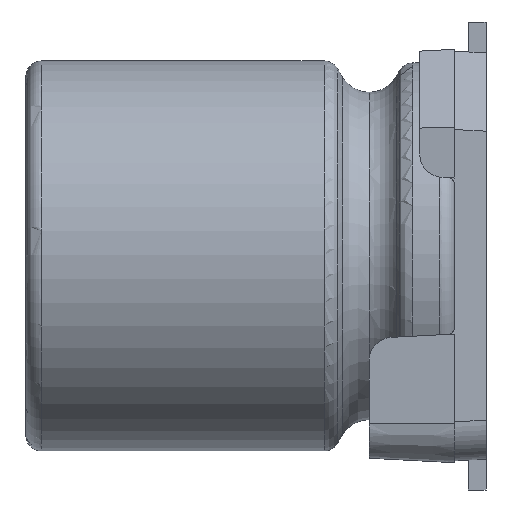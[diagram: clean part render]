
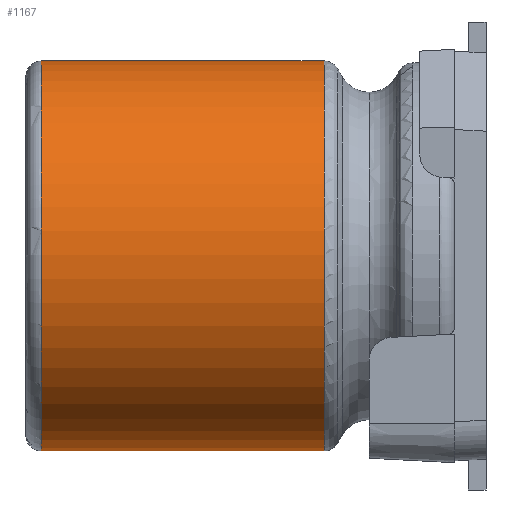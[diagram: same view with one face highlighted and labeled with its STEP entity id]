
A CAD part, left-side view. The second image highlights one B-rep face of the part: STEP entity #1167.
In plain terms, the highlighted cylindrical face has radius 2.5 mm (diameter 5 mm), a partial arc.
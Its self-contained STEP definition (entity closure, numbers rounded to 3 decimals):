
#103 = CARTESIAN_POINT ( 'NONE',  ( -2.184, 5.3, 1.259 ) ) ;
#143 = VERTEX_POINT ( 'NONE', #1895 ) ;
#149 = CARTESIAN_POINT ( 'NONE',  ( -1.259, 1.677, 2.184 ) ) ;
#181 = CARTESIAN_POINT ( 'NONE',  ( 0., 0., 2.5 ) ) ;
#245 = CARTESIAN_POINT ( 'NONE',  ( 0., 0., 0. ) ) ;
#440 = CARTESIAN_POINT ( 'NONE',  ( -2.5, 5.3, -0.327 ) ) ;
#463 = CARTESIAN_POINT ( 'NONE',  ( 0., 5.3, 2.5 ) ) ;
#775 = CARTESIAN_POINT ( 'NONE',  ( -2.435, 5.3, -0.654 ) ) ;
#819 = CARTESIAN_POINT ( 'NONE',  ( -2.5, 5.3, 0.327 ) ) ;
#842 = CARTESIAN_POINT ( 'NONE',  ( -1.999, 1.677, 1.536 ) ) ;
#853 = CARTESIAN_POINT ( 'NONE',  ( 0., 1.677, -2.5 ) ) ;
#863 = CARTESIAN_POINT ( 'NONE',  ( -1.536, 1.677, 1.999 ) ) ;
#1143 = CARTESIAN_POINT ( 'NONE',  ( -0.654, 5.3, 2.435 ) ) ;
#1162 = EDGE_CURVE ( 'NONE', #3258, #4296, #3652, .T. ) ;
#1167 = ADVANCED_FACE ( 'NONE', ( #2609 ), #1990, .T. ) ;
#1168 = CARTESIAN_POINT ( 'NONE',  ( -1.999, 5.3, -1.536 ) ) ;
#1202 = CARTESIAN_POINT ( 'NONE',  ( -0.654, 1.677, -2.435 ) ) ;
#1224 = DIRECTION ( 'NONE',  ( 0., -1., 0. ) ) ;
#1242 = CARTESIAN_POINT ( 'NONE',  ( 0., 1.677, -2.5 ) ) ;
#1264 = DIRECTION ( 'NONE',  ( 0., 0., -1. ) ) ;
#1430 = ORIENTED_EDGE ( 'NONE', *, *, #3110, .F. ) ;
#1449 = CARTESIAN_POINT ( 'NONE',  ( 0., 0., -2.5 ) ) ;
#1481 = CARTESIAN_POINT ( 'NONE',  ( -1.999, 5.3, 1.536 ) ) ;
#1509 = CARTESIAN_POINT ( 'NONE',  ( -2.435, 1.677, 0.654 ) ) ;
#1542 = LINE ( 'NONE', #1449, #3742 ) ;
#1575 = CARTESIAN_POINT ( 'NONE',  ( 0., 5.3, -2.5 ) ) ;
#1729 = ORIENTED_EDGE ( 'NONE', *, *, #1162, .F. ) ;
#1816 = DIRECTION ( 'NONE',  ( 0., -1., 0. ) ) ;
#1895 = CARTESIAN_POINT ( 'NONE',  ( 0., 5.3, -2.5 ) ) ;
#1932 = VECTOR ( 'NONE', #4005, 1000. ) ;
#1990 = CYLINDRICAL_SURFACE ( 'NONE', #3826, 2.5 ) ;
#2161 = CARTESIAN_POINT ( 'NONE',  ( -0.327, 1.677, 2.5 ) ) ;
#2230 = CARTESIAN_POINT ( 'NONE',  ( 0., 1.677, 2.5 ) ) ;
#2242 = CARTESIAN_POINT ( 'NONE',  ( -1.259, 1.677, -2.184 ) ) ;
#2308 = CARTESIAN_POINT ( 'NONE',  ( 0., 5.3, 2.5 ) ) ;
#2510 = CARTESIAN_POINT ( 'NONE',  ( -0.327, 5.3, -2.5 ) ) ;
#2533 = CARTESIAN_POINT ( 'NONE',  ( -1.259, 5.3, -2.184 ) ) ;
#2576 = CARTESIAN_POINT ( 'NONE',  ( -2.184, 1.677, 1.259 ) ) ;
#2589 = CARTESIAN_POINT ( 'NONE',  ( -1.536, 1.677, -1.999 ) ) ;
#2609 = FACE_OUTER_BOUND ( 'NONE', #4195, .T. ) ;
#2610 = B_SPLINE_CURVE_WITH_KNOTS ( 'NONE', 3,
 ( #853, #3630, #1202, #2242, #2589, #3983, #3641, #3235, #3991, #2916, #1509, #2576, #842, #863, #149, #4323, #2161, #2230 ),
 .UNSPECIFIED., .F., .F.,
 ( 4, 2, 2, 2, 2, 2, 2, 2, 4 ),
 ( 0., 0.063, 0.125, 0.188, 0.25, 0.313, 0.375, 0.438, 0.5 ),
 .UNSPECIFIED. ) ;
#2665 = ORIENTED_EDGE ( 'NONE', *, *, #3064, .T. ) ;
#2874 = CARTESIAN_POINT ( 'NONE',  ( -1.536, 5.3, 1.999 ) ) ;
#2916 = CARTESIAN_POINT ( 'NONE',  ( -2.5, 1.677, 0.327 ) ) ;
#3051 = EDGE_CURVE ( 'NONE', #143, #4233, #1542, .T. ) ;
#3064 = EDGE_CURVE ( 'NONE', #4233, #4296, #2610, .T. ) ;
#3110 = EDGE_CURVE ( 'NONE', #143, #3258, #3580, .T. ) ;
#3210 = CARTESIAN_POINT ( 'NONE',  ( -2.435, 5.3, 0.654 ) ) ;
#3235 = CARTESIAN_POINT ( 'NONE',  ( -2.435, 1.677, -0.654 ) ) ;
#3258 = VERTEX_POINT ( 'NONE', #2308 ) ;
#3298 = ORIENTED_EDGE ( 'NONE', *, *, #3051, .T. ) ;
#3483 = CARTESIAN_POINT ( 'NONE',  ( 0., 1.677, 2.5 ) ) ;
#3547 = CARTESIAN_POINT ( 'NONE',  ( -2.184, 5.3, -1.259 ) ) ;
#3570 = CARTESIAN_POINT ( 'NONE',  ( -0.327, 5.3, 2.5 ) ) ;
#3580 = B_SPLINE_CURVE_WITH_KNOTS ( 'NONE', 3,
 ( #1575, #2510, #3947, #2533, #3899, #1168, #3547, #775, #440, #819, #3210, #103, #1481, #2874, #4280, #1143, #3570, #463 ),
 .UNSPECIFIED., .F., .F.,
 ( 4, 2, 2, 2, 2, 2, 2, 2, 4 ),
 ( 0., 0.063, 0.125, 0.188, 0.25, 0.313, 0.375, 0.438, 0.5 ),
 .UNSPECIFIED. ) ;
#3630 = CARTESIAN_POINT ( 'NONE',  ( -0.327, 1.677, -2.5 ) ) ;
#3641 = CARTESIAN_POINT ( 'NONE',  ( -2.184, 1.677, -1.259 ) ) ;
#3652 = LINE ( 'NONE', #181, #1932 ) ;
#3742 = VECTOR ( 'NONE', #1816, 1000. ) ;
#3826 = AXIS2_PLACEMENT_3D ( 'NONE', #245, #1224, #1264 ) ;
#3899 = CARTESIAN_POINT ( 'NONE',  ( -1.536, 5.3, -1.999 ) ) ;
#3947 = CARTESIAN_POINT ( 'NONE',  ( -0.654, 5.3, -2.435 ) ) ;
#3983 = CARTESIAN_POINT ( 'NONE',  ( -1.999, 1.677, -1.536 ) ) ;
#3991 = CARTESIAN_POINT ( 'NONE',  ( -2.5, 1.677, -0.327 ) ) ;
#4005 = DIRECTION ( 'NONE',  ( 0., -1., 0. ) ) ;
#4195 = EDGE_LOOP ( 'NONE', ( #1729, #1430, #3298, #2665 ) ) ;
#4233 = VERTEX_POINT ( 'NONE', #1242 ) ;
#4280 = CARTESIAN_POINT ( 'NONE',  ( -1.259, 5.3, 2.184 ) ) ;
#4296 = VERTEX_POINT ( 'NONE', #3483 ) ;
#4323 = CARTESIAN_POINT ( 'NONE',  ( -0.654, 1.677, 2.435 ) ) ;
